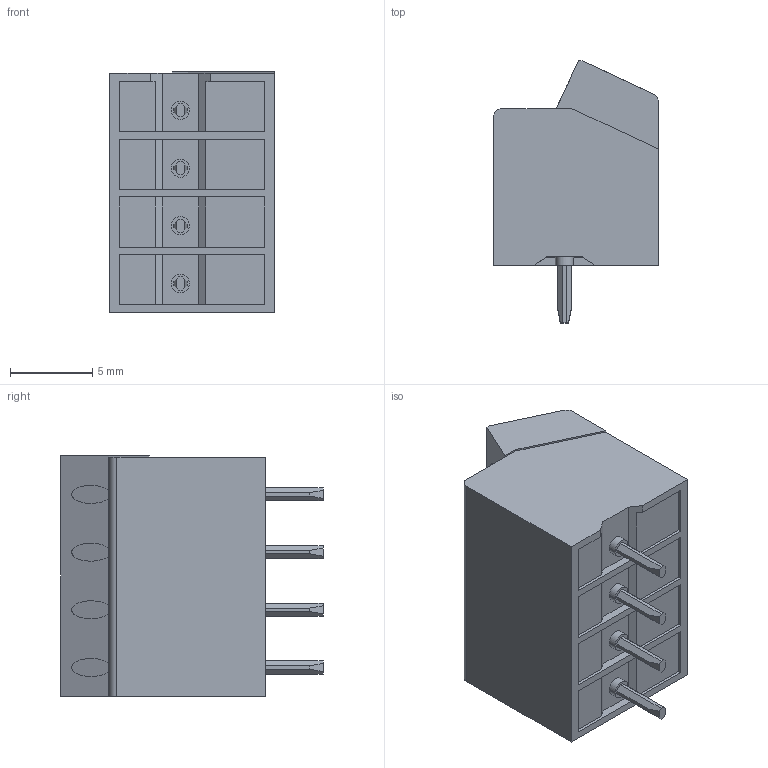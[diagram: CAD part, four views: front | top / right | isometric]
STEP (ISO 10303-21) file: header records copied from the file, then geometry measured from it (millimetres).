
FILE_DESCRIPTION(('SolidDesigner STEP Export'),'2;1');
FILE_NAME('spta_1-4-3.5.stp','2008-08-19T15:22:39',(''),(''),'OneSpace Designer STEP processor for AP214 (Solid Model)','OneSpace Designer 14.50 18-Oct-2006 (C) CoCreate Software GmbH','');
FILE_SCHEMA(('AUTOMOTIVE_DESIGN { 1 0 10303 214 1 1 1 1 }'));
Length unit declared in the file: millimetre
Products named in the file (2): spta_1-4-3.5
Assembly tree (1 placements, depth 2):
  spta_1-4-3.5
    spta_1-4-3.5
Bounding box: 10 x 15.9 x 14.6 mm (x, y, z)
Volume: 1382.9 mm3; surface area: 1085 mm2
Topology: 1 solids, 1 shells, 290 faces, 762 edges, 501 vertices
Faces by surface type: plane 214, cylinder 68, cone 8
Entity records: 10812 total; most frequent: ORIENTED_EDGE 1524, CARTESIAN_POINT 1460, DIRECTION 1360, EDGE_CURVE 762, VECTOR 558, LINE 558, VERTEX_POINT 501, AXIS2_PLACEMENT_3D 401
